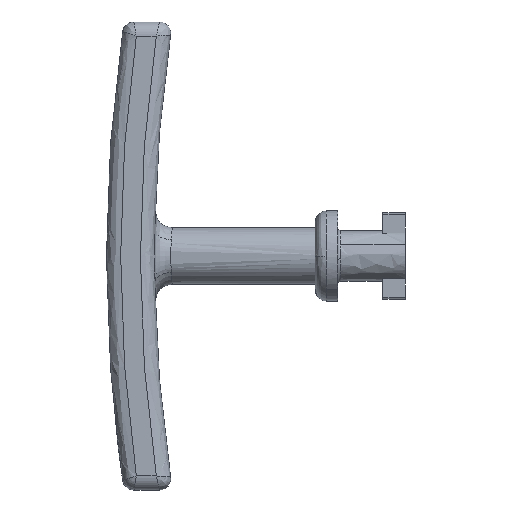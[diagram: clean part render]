
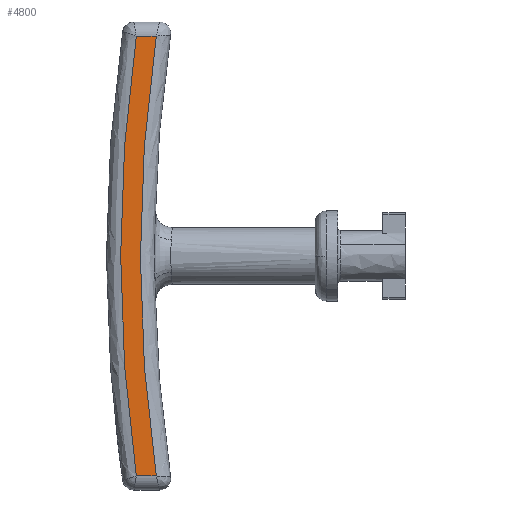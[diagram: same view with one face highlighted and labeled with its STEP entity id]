
A CAD part, front view. The second image highlights one B-rep face of the part: STEP entity #4800.
In plain terms, the highlighted free-form (B-spline) face has degree [1, 1] with [2, 2] control points.
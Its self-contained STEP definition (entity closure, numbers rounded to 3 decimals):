
#3787=CARTESIAN_POINT('',(-81.195,-9.,39.0));
#3788=VERTEX_POINT('',#3787);
#3826=CARTESIAN_POINT('',(-81.195,-9.,-39.0));
#3827=VERTEX_POINT('',#3826);
#3828=CARTESIAN_POINT('',(-81.195,-9.,-39.));
#3829=CARTESIAN_POINT('',(-86.835,-9.,0.));
#3830=CARTESIAN_POINT('',(-81.195,-9.,39.));
#3838=(BOUNDED_CURVE()B_SPLINE_CURVE(2,(#3828,#3829,#3830),.UNSPECIFIED.,.F.,.U.)CURVE()GEOMETRIC_REPRESENTATION_ITEM()QUASI_UNIFORM_CURVE()RATIONAL_B_SPLINE_CURVE((1.0,0.99,1.0))REPRESENTATION_ITEM(''));
#3839=EDGE_CURVE('',#3827,#3788,#3838,.T.);
#4123=CARTESIAN_POINT('',(-84.731,-9.,-39.0));
#4124=VERTEX_POINT('',#4123);
#4166=CARTESIAN_POINT('',(-84.731,-9.,-39.0));
#4167=CARTESIAN_POINT('',(-81.195,-9.,-39.0));
#4168=QUASI_UNIFORM_CURVE('',1,(#4166,#4167),.UNSPECIFIED.,.F.,.U.);
#4169=EDGE_CURVE('',#4124,#3827,#4168,.T.);
#4190=CARTESIAN_POINT('',(-84.731,-9.,39.0));
#4191=VERTEX_POINT('',#4190);
#4225=CARTESIAN_POINT('',(-81.195,-9.,39.0));
#4226=CARTESIAN_POINT('',(-84.731,-9.,39.0));
#4227=QUASI_UNIFORM_CURVE('',1,(#4225,#4226),.UNSPECIFIED.,.F.,.U.);
#4228=EDGE_CURVE('',#3788,#4191,#4227,.T.);
#4499=CARTESIAN_POINT('',(-84.731,-9.,39.));
#4500=CARTESIAN_POINT('',(-90.297,-9.,0.));
#4501=CARTESIAN_POINT('',(-84.731,-9.,-39.));
#4509=(BOUNDED_CURVE()B_SPLINE_CURVE(2,(#4499,#4500,#4501),.UNSPECIFIED.,.F.,.U.)CURVE()GEOMETRIC_REPRESENTATION_ITEM()QUASI_UNIFORM_CURVE()RATIONAL_B_SPLINE_CURVE((1.0,0.99,1.0))REPRESENTATION_ITEM(''));
#4510=EDGE_CURVE('',#4191,#4124,#4509,.T.);
#4789=CARTESIAN_POINT('',(-87.815,-9.,42.896));
#4790=CARTESIAN_POINT('',(-80.88,-9.,42.896));
#4791=CARTESIAN_POINT('',(-87.815,-9.,-42.896));
#4792=CARTESIAN_POINT('',(-80.88,-9.,-42.896));
#4793=B_SPLINE_SURFACE_WITH_KNOTS('',1,1,((#4789,#4791),(#4790,#4792)),.UNSPECIFIED.,.F.,.F.,.U.,(2,2),(2,2),(0.0,6.935),(0.0,85.792),.UNSPECIFIED.);
#4794=ORIENTED_EDGE('',*,*,#4169,.T.);
#4795=ORIENTED_EDGE('',*,*,#3839,.T.);
#4796=ORIENTED_EDGE('',*,*,#4228,.T.);
#4797=ORIENTED_EDGE('',*,*,#4510,.T.);
#4798=EDGE_LOOP('',(#4794,#4795,#4796,#4797));
#4799=FACE_OUTER_BOUND('',#4798,.T.);
#4800=ADVANCED_FACE('',(#4799),#4793,.F.);
